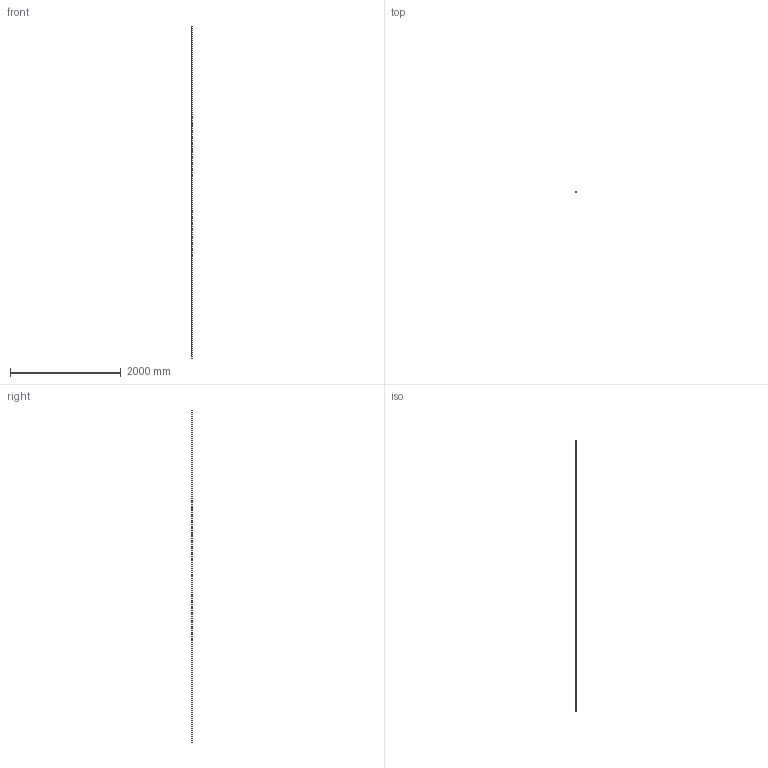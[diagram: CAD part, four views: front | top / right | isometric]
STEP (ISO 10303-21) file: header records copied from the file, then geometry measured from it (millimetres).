
FILE_DESCRIPTION (( 'STEP AP203' ), '1' );
FILE_NAME ('55098-240.step', '2023-03-21T15:22:34', ( '' ), ( '' ), 'SwSTEP 2.0', 'SolidWorks 2018', '' );
FILE_SCHEMA (( 'CONFIG_CONTROL_DESIGN' ));
Length unit declared in the file: millimetre
Products named in the file (1): 55098-240
Bounding box: 12 x 12 x 6000 mm (x, y, z)
Volume: 296880.2 mm3; surface area: 395947.4 mm2
Topology: 1 solids, 1 shells, 279 faces, 750 edges, 500 vertices
Faces by surface type: bspline 134, plane 116, cylinder 29
Full cylindrical faces by diameter (mm): 9 x1, 12 x1
Entity records: 13817 total; most frequent: CARTESIAN_POINT 7634, ORIENTED_EDGE 1496, DIRECTION 854, EDGE_CURVE 748, VERTEX_POINT 500, VECTOR 350, LINE 350, EDGE_LOOP 310
